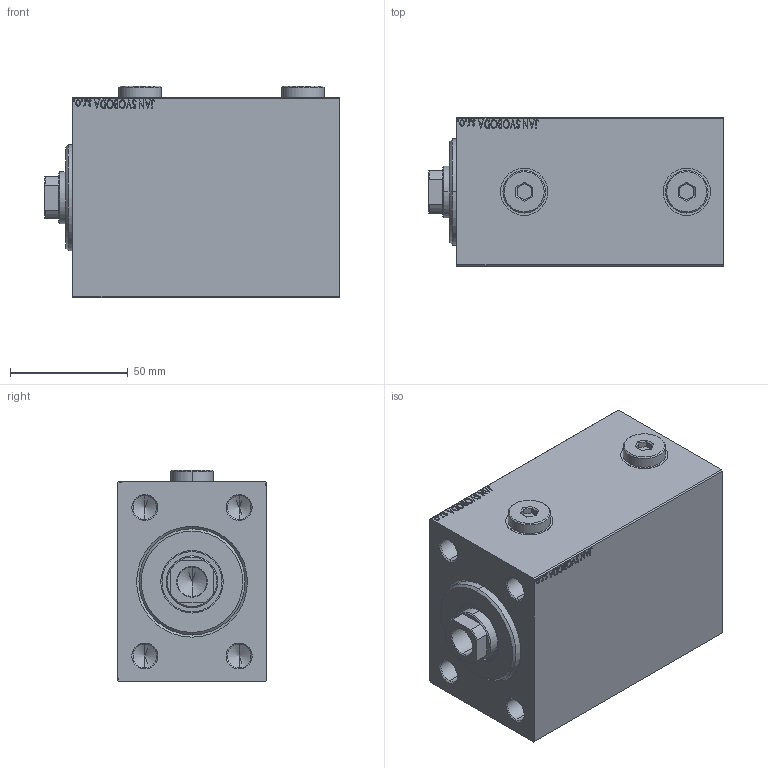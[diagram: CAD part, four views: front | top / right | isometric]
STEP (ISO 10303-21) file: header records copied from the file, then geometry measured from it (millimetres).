
FILE_DESCRIPTION (( 'STEP AP203' ), '1' );
FILE_NAME ('7a14.STEP', '2024-02-12T08:59:02', ( '' ), ( '' ), 'SwSTEP 2.0', 'SolidWorks 2019', '' );
FILE_SCHEMA (( 'CONFIG_CONTROL_DESIGN' ));
Length unit declared in the file: millimetre
Products named in the file (5): Zatka_OIL_PORT f61d02ab165c04bf8aa6c641e11e72ad; V450CM_B_Body f61d02ab165c04bf8aa6c641e11e72ad; V450CM_B_VCP f61d02ab165c04bf8aa6c641e11e72ad; 7a14; V450CM_VC_B f61d02ab165c04bf8aa6c641e11e72ad
Assembly tree (5 placements, depth 2):
  7a14
    V450CM_B_Body f61d02ab165c04bf8aa6c641e11e72ad
    V450CM_B_VCP f61d02ab165c04bf8aa6c641e11e72ad
    V450CM_VC_B f61d02ab165c04bf8aa6c641e11e72ad
    Zatka_OIL_PORT f61d02ab165c04bf8aa6c641e11e72ad  x2
Bounding box: 125 x 63 x 89.9 mm (x, y, z)
Volume: 547506.2 mm3; surface area: 84862.4 mm2
Topology: 5 solids, 5 shells, 935 faces, 2374 edges, 1549 vertices
Faces by surface type: plane 435, bspline 380, cylinder 70, cone 50
Entity records: 45605 total; most frequent: CARTESIAN_POINT 25481, ORIENTED_EDGE 4632, DIRECTION 2790, EDGE_CURVE 2316, VERTEX_POINT 1525, VECTOR 1378, LINE 1378, EDGE_LOOP 1043
